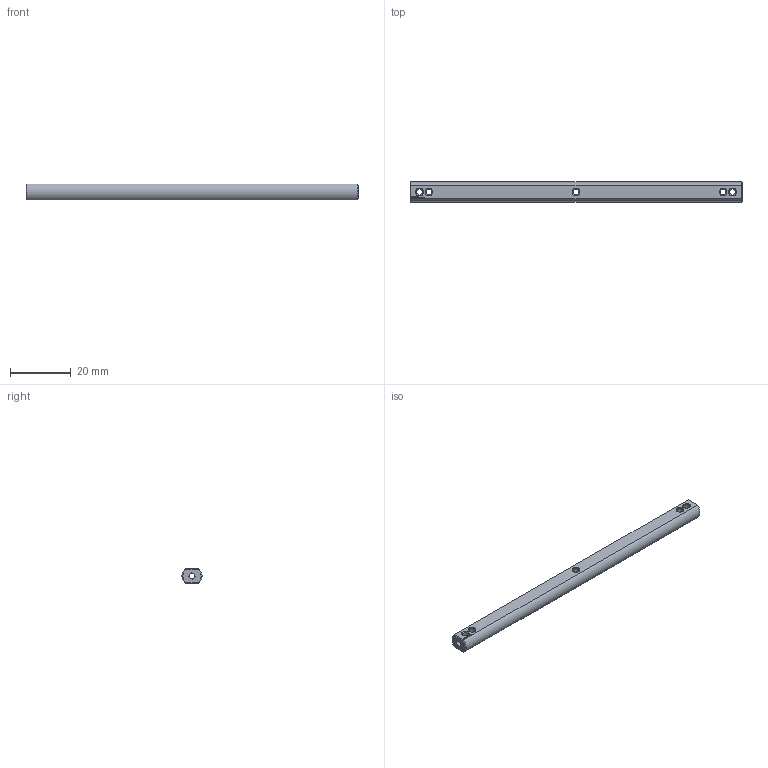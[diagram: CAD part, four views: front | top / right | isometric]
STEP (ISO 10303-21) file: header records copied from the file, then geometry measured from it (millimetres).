
FILE_DESCRIPTION(('FreeCAD Model'),'2;1');
FILE_NAME('Open CASCADE Shape Model','2024-02-04T22:35:21',(''),(''), 'Open CASCADE STEP processor 7.6','FreeCAD','Unknown');
FILE_SCHEMA(('AUTOMOTIVE_DESIGN { 1 0 10303 214 1 1 1 1 }'));
Length unit declared in the file: millimetre
Products named in the file (1): Shaft PLN BU08.75 - SPN-SFT-0035 (stemfie.org)
Bounding box: 109.38 x 6.6 x 5 mm (x, y, z)
Volume: 2825.4 mm3; surface area: 2952.9 mm2
Topology: 1 solids, 1 shells, 529 faces, 1493 edges, 986 vertices
Faces by surface type: plane 311, extrusion 184, cylinder 18, cone 16
Full cylindrical faces by diameter (mm): 2 x16
Entity records: 37488 total; most frequent: CARTESIAN_POINT 8613, DIRECTION 4601, VECTOR 3725, LINE 3541, ORIENTED_EDGE 2986, PCURVE 2986, DEFINITIONAL_REPRESENTATION 2986, EDGE_CURVE 1493
